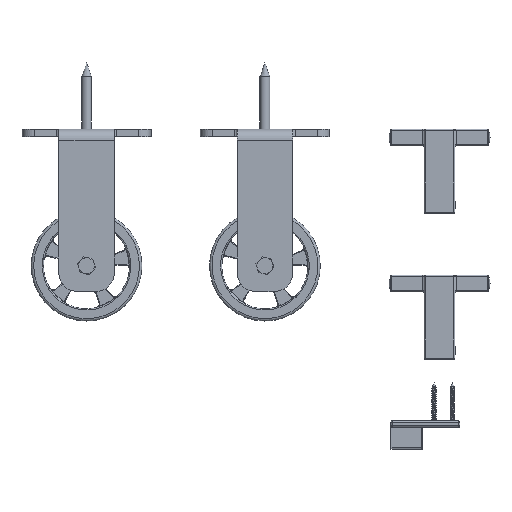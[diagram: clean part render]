
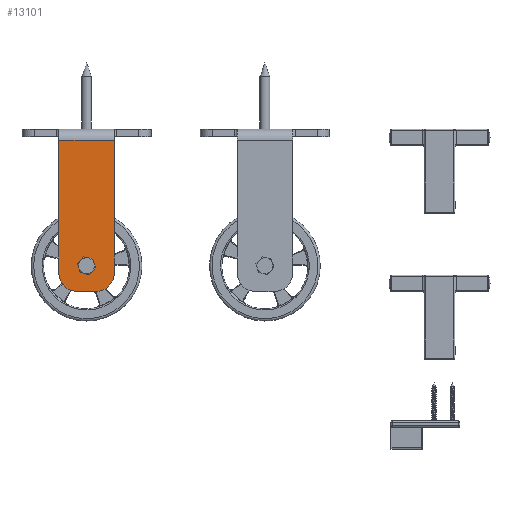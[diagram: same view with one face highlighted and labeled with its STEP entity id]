
A CAD part, front view. The second image highlights one B-rep face of the part: STEP entity #13101.
In plain terms, the highlighted face is planar.
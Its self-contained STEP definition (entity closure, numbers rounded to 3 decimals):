
#912=FACE_BOUND('',#3055,.T.);
#1252=CIRCLE('',#14675,4.1);
#1253=CIRCLE('',#14677,15.);
#1254=CIRCLE('',#14680,15.);
#2243=FACE_OUTER_BOUND('',#3054,.T.);
#3054=EDGE_LOOP('',(#10237,#10238,#10239,#10240,#10241,#10242));
#3055=EDGE_LOOP('',(#10243));
#4121=LINE('',#33231,#4922);
#4127=LINE('',#33249,#4928);
#4130=LINE('',#33262,#4931);
#4134=LINE('',#33274,#4935);
#4922=VECTOR('',#17503,10.);
#4928=VECTOR('',#17525,10.);
#4931=VECTOR('',#17538,10.);
#4935=VECTOR('',#17552,10.);
#5800=VERTEX_POINT('',#33228);
#5801=VERTEX_POINT('',#33230);
#5805=VERTEX_POINT('',#33247);
#5810=VERTEX_POINT('',#33261);
#5811=VERTEX_POINT('',#33265);
#5812=VERTEX_POINT('',#33269);
#5813=VERTEX_POINT('',#33273);
#7375=EDGE_CURVE('',#5801,#5800,#4121,.T.);
#7384=EDGE_CURVE('',#5805,#5800,#4127,.T.);
#7390=EDGE_CURVE('',#5801,#5810,#4130,.T.);
#7393=EDGE_CURVE('',#5811,#5811,#1252,.T.);
#7394=EDGE_CURVE('',#5810,#5812,#1253,.T.);
#7396=EDGE_CURVE('',#5812,#5813,#4134,.T.);
#7398=EDGE_CURVE('',#5813,#5805,#1254,.T.);
#10237=ORIENTED_EDGE('',*,*,#7375,.T.);
#10238=ORIENTED_EDGE('',*,*,#7384,.F.);
#10239=ORIENTED_EDGE('',*,*,#7398,.F.);
#10240=ORIENTED_EDGE('',*,*,#7396,.F.);
#10241=ORIENTED_EDGE('',*,*,#7394,.F.);
#10242=ORIENTED_EDGE('',*,*,#7390,.F.);
#10243=ORIENTED_EDGE('',*,*,#7393,.T.);
#12634=PLANE('',#14681);
#13101=ADVANCED_FACE('',(#2243,#912),#12634,.T.);
#14675=AXIS2_PLACEMENT_3D('',#33267,#17543,#17544);
#14677=AXIS2_PLACEMENT_3D('',#33270,#17547,#17548);
#14680=AXIS2_PLACEMENT_3D('',#33277,#17556,#17557);
#14681=AXIS2_PLACEMENT_3D('',#33278,#17558,#17559);
#17503=DIRECTION('',(0.,0.,-1.));
#17525=DIRECTION('',(0.,-1.,0.));
#17538=DIRECTION('',(0.,1.,0.));
#17543=DIRECTION('center_axis',(-1.,0.,0.));
#17544=DIRECTION('ref_axis',(0.,-1.,0.));
#17547=DIRECTION('center_axis',(-1.,0.,0.));
#17548=DIRECTION('ref_axis',(0.,-1.,0.));
#17552=DIRECTION('',(0.,0.,-1.));
#17556=DIRECTION('center_axis',(-1.,0.,0.));
#17557=DIRECTION('ref_axis',(0.,0.,1.));
#17558=DIRECTION('center_axis',(1.,0.,0.));
#17559=DIRECTION('ref_axis',(0.,0.,-1.));
#33228=CARTESIAN_POINT('',(6.,3.,-45.));
#33230=CARTESIAN_POINT('',(6.,3.,0.));
#33231=CARTESIAN_POINT('',(6.,3.,-11.25));
#33247=CARTESIAN_POINT('',(6.,111.,-45.));
#33249=CARTESIAN_POINT('',(6.,111.,-45.));
#33261=CARTESIAN_POINT('',(6.,111.,0.));
#33262=CARTESIAN_POINT('',(6.,0.,0.));
#33265=CARTESIAN_POINT('',(6.,109.1,-22.5));
#33267=CARTESIAN_POINT('Origin',(6.,105.,-22.5));
#33269=CARTESIAN_POINT('',(6.,126.,-15.));
#33270=CARTESIAN_POINT('Origin',(6.,111.,-15.));
#33273=CARTESIAN_POINT('',(6.,126.,-30.));
#33274=CARTESIAN_POINT('',(6.,126.,-15.));
#33277=CARTESIAN_POINT('Origin',(6.,111.,-30.));
#33278=CARTESIAN_POINT('Origin',(6.,60.409,-22.5));
